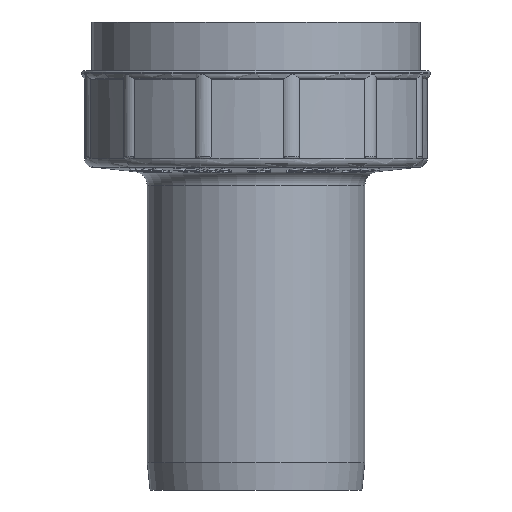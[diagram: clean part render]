
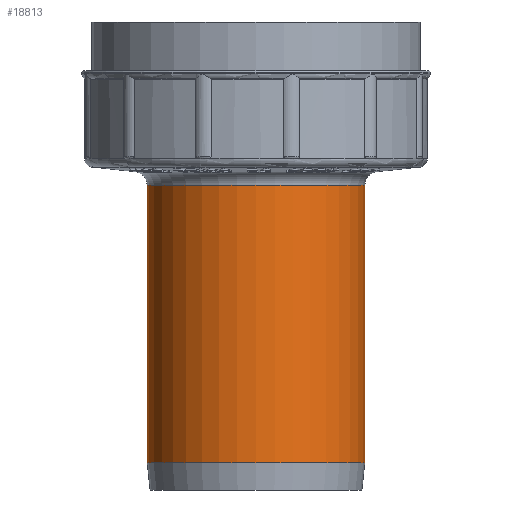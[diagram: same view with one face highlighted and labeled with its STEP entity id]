
A CAD part, front view. The second image highlights one B-rep face of the part: STEP entity #18813.
In plain terms, the highlighted cylindrical face has radius 20 mm (diameter 40 mm), a partial arc.
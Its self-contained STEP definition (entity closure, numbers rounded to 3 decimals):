
#56=DIRECTION('',(0.,-1.,0.));
#57=VECTOR('',#56,51.);
#58=CARTESIAN_POINT('',(-20.,60.,0.));
#59=LINE('',#58,#57);
#60=DIRECTION('',(0.,-1.,0.));
#61=VECTOR('',#60,51.);
#62=CARTESIAN_POINT('',(20.,60.,0.));
#63=LINE('',#62,#61);
#64=CARTESIAN_POINT('',(0.,60.,0.));
#65=DIRECTION('',(0.,-1.,0.));
#66=DIRECTION('',(-1.,0.,0.));
#67=AXIS2_PLACEMENT_3D('',#64,#65,#66);
#89=CARTESIAN_POINT('',(0.,9.,0.));
#90=DIRECTION('',(0.,-1.,0.));
#91=DIRECTION('',(-1.,0.,0.));
#92=AXIS2_PLACEMENT_3D('',#89,#90,#91);
#15579=CARTESIAN_POINT('',(-20.,60.,0.));
#15581=VERTEX_POINT('',#15579);
#15582=CARTESIAN_POINT('',(-20.,9.,0.));
#15583=VERTEX_POINT('',#15582);
#15587=CARTESIAN_POINT('',(20.,60.,0.));
#15589=VERTEX_POINT('',#15587);
#15590=CARTESIAN_POINT('',(20.,9.,0.));
#15591=VERTEX_POINT('',#15590);
#18799=CARTESIAN_POINT('',(0.,0.,0.));
#18800=DIRECTION('',(0.,1.,0.));
#18801=DIRECTION('',(1.,0.,0.));
#18802=AXIS2_PLACEMENT_3D('',#18799,#18800,#18801);
#18803=CYLINDRICAL_SURFACE('',#18802,20.);
#18805=ORIENTED_EDGE('',*,*,#18804,.T.);
#18807=ORIENTED_EDGE('',*,*,#18806,.T.);
#18809=ORIENTED_EDGE('',*,*,#18808,.F.);
#18810=ORIENTED_EDGE('',*,*,#18792,.F.);
#18811=EDGE_LOOP('',(#18805,#18807,#18809,#18810));
#18812=FACE_OUTER_BOUND('',#18811,.F.);
#18813=ADVANCED_FACE('',(#18812),#18803,.T.);
#68=CIRCLE('',#67,20.);
#93=CIRCLE('',#92,20.);
#18792=EDGE_CURVE('',#15581,#15589,#68,.T.);
#18804=EDGE_CURVE('',#15581,#15583,#59,.T.);
#18806=EDGE_CURVE('',#15583,#15591,#93,.T.);
#18808=EDGE_CURVE('',#15589,#15591,#63,.T.);
